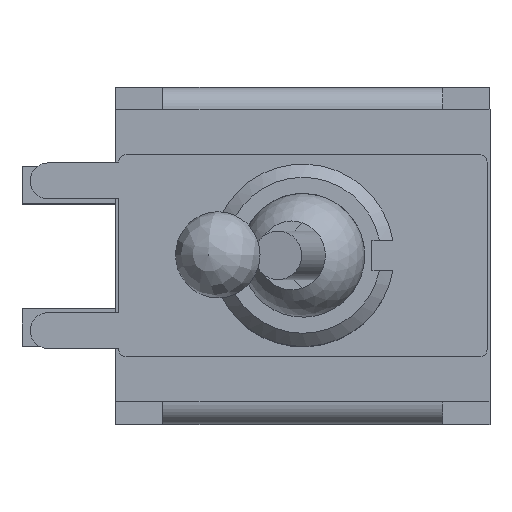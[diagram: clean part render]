
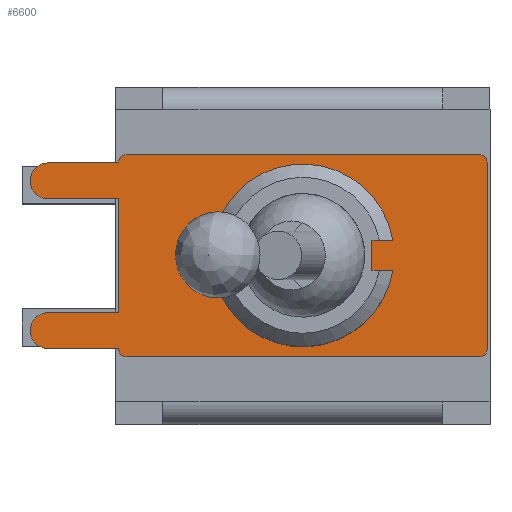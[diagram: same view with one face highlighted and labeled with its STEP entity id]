
A CAD part, top view. The second image highlights one B-rep face of the part: STEP entity #6600.
In plain terms, the highlighted planar face has unit normal (0, 0, 1).
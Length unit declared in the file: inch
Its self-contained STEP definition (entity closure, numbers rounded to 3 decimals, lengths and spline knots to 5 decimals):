
#64=FACE_BOUND('',#1058,.T.);
#298=PLANE('',#7166);
#666=FACE_OUTER_BOUND('',#1057,.T.);
#1057=EDGE_LOOP('',(#5766,#5767,#5768,#5769,#5770,#5771,#5772,#5773,#5774,
#5775,#5776,#5777,#5778,#5779,#5780,#5781));
#1058=EDGE_LOOP('',(#5782,#5783,#5784,#5785));
#1152=LINE('',#9151,#1907);
#1157=LINE('',#9175,#1912);
#1159=LINE('',#9178,#1914);
#1682=LINE('',#10541,#2437);
#1683=LINE('',#10544,#2438);
#1687=LINE('',#10556,#2442);
#1690=LINE('',#10561,#2445);
#1692=LINE('',#10565,#2447);
#1695=LINE('',#10573,#2450);
#1699=LINE('',#10580,#2454);
#1702=LINE('',#10588,#2457);
#1705=LINE('',#10596,#2460);
#1707=LINE('',#10602,#2462);
#1907=VECTOR('',#7278,0.3937);
#1912=VECTOR('',#7295,0.3937);
#1914=VECTOR('',#7299,0.3937);
#2437=VECTOR('',#8662,0.3937);
#2438=VECTOR('',#8665,0.3937);
#2442=VECTOR('',#8677,0.3937);
#2445=VECTOR('',#8682,0.3937);
#2447=VECTOR('',#8686,0.3937);
#2450=VECTOR('',#8695,0.3937);
#2454=VECTOR('',#8701,0.3937);
#2457=VECTOR('',#8710,0.3937);
#2460=VECTOR('',#8719,0.3937);
#2462=VECTOR('',#8727,0.3937);
#2660=CIRCLE('',#6709,0.12185);
#2783=CIRCLE('',#7141,0.02402);
#2785=CIRCLE('',#7147,0.02402);
#2786=CIRCLE('',#7151,0.00984);
#2787=CIRCLE('',#7154,0.00984);
#2788=CIRCLE('',#7157,0.00984);
#2789=CIRCLE('',#7160,0.00984);
#2807=VERTEX_POINT('',#9141);
#2808=VERTEX_POINT('',#9142);
#2811=VERTEX_POINT('',#9150);
#2818=VERTEX_POINT('',#9174);
#3237=VERTEX_POINT('',#10537);
#3238=VERTEX_POINT('',#10539);
#3239=VERTEX_POINT('',#10543);
#3241=VERTEX_POINT('',#10549);
#3243=VERTEX_POINT('',#10555);
#3244=VERTEX_POINT('',#10560);
#3245=VERTEX_POINT('',#10564);
#3246=VERTEX_POINT('',#10568);
#3247=VERTEX_POINT('',#10572);
#3248=VERTEX_POINT('',#10576);
#3249=VERTEX_POINT('',#10578);
#3250=VERTEX_POINT('',#10582);
#3251=VERTEX_POINT('',#10586);
#3252=VERTEX_POINT('',#10590);
#3253=VERTEX_POINT('',#10594);
#3254=VERTEX_POINT('',#10600);
#3399=EDGE_CURVE('',#2807,#2808,#2660,.T.);
#3403=EDGE_CURVE('',#2811,#2807,#1152,.T.);
#3413=EDGE_CURVE('',#2818,#2811,#1157,.T.);
#3415=EDGE_CURVE('',#2808,#2818,#1159,.T.);
#4089=EDGE_CURVE('',#3238,#3237,#1682,.T.);
#4090=EDGE_CURVE('',#3239,#3238,#1683,.T.);
#4093=EDGE_CURVE('',#3241,#3239,#2783,.T.);
#4096=EDGE_CURVE('',#3243,#3241,#1687,.T.);
#4099=EDGE_CURVE('',#3244,#3243,#1690,.T.);
#4101=EDGE_CURVE('',#3245,#3244,#1692,.T.);
#4103=EDGE_CURVE('',#3246,#3245,#2785,.T.);
#4105=EDGE_CURVE('',#3247,#3246,#1695,.T.);
#4109=EDGE_CURVE('',#3249,#3248,#1699,.T.);
#4110=EDGE_CURVE('',#3250,#3249,#2786,.T.);
#4113=EDGE_CURVE('',#3251,#3250,#1702,.T.);
#4114=EDGE_CURVE('',#3252,#3251,#2787,.T.);
#4117=EDGE_CURVE('',#3253,#3247,#1705,.T.);
#4118=EDGE_CURVE('',#3248,#3253,#2788,.T.);
#4120=EDGE_CURVE('',#3254,#3252,#1707,.T.);
#4121=EDGE_CURVE('',#3237,#3254,#2789,.T.);
#5766=ORIENTED_EDGE('',*,*,#4121,.F.);
#5767=ORIENTED_EDGE('',*,*,#4089,.F.);
#5768=ORIENTED_EDGE('',*,*,#4090,.F.);
#5769=ORIENTED_EDGE('',*,*,#4093,.F.);
#5770=ORIENTED_EDGE('',*,*,#4096,.F.);
#5771=ORIENTED_EDGE('',*,*,#4099,.F.);
#5772=ORIENTED_EDGE('',*,*,#4101,.F.);
#5773=ORIENTED_EDGE('',*,*,#4103,.F.);
#5774=ORIENTED_EDGE('',*,*,#4105,.F.);
#5775=ORIENTED_EDGE('',*,*,#4117,.F.);
#5776=ORIENTED_EDGE('',*,*,#4118,.F.);
#5777=ORIENTED_EDGE('',*,*,#4109,.F.);
#5778=ORIENTED_EDGE('',*,*,#4110,.F.);
#5779=ORIENTED_EDGE('',*,*,#4113,.F.);
#5780=ORIENTED_EDGE('',*,*,#4114,.F.);
#5781=ORIENTED_EDGE('',*,*,#4120,.F.);
#5782=ORIENTED_EDGE('',*,*,#3403,.F.);
#5783=ORIENTED_EDGE('',*,*,#3413,.F.);
#5784=ORIENTED_EDGE('',*,*,#3415,.F.);
#5785=ORIENTED_EDGE('',*,*,#3399,.F.);
#6600=ADVANCED_FACE('',(#666,#64),#298,.T.);
#6709=AXIS2_PLACEMENT_3D('',#9143,#7270,#7271);
#7141=AXIS2_PLACEMENT_3D('',#10550,#8670,#8671);
#7147=AXIS2_PLACEMENT_3D('',#10569,#8690,#8691);
#7151=AXIS2_PLACEMENT_3D('',#10583,#8704,#8705);
#7154=AXIS2_PLACEMENT_3D('',#10591,#8713,#8714);
#7157=AXIS2_PLACEMENT_3D('',#10598,#8722,#8723);
#7160=AXIS2_PLACEMENT_3D('',#10604,#8730,#8731);
#7166=AXIS2_PLACEMENT_3D('',#10614,#8742,#8743);
#7270=DIRECTION('center_axis',(0.,0.,
1.));
#7271=DIRECTION('ref_axis',(0.986,0.165,0.));
#7278=DIRECTION('',(1.,0.,0.));
#7295=DIRECTION('',(0.,1.,0.));
#7299=DIRECTION('',(-1.,0.,0.));
#8662=DIRECTION('',(0.,1.,0.));
#8665=DIRECTION('',(1.,0.,0.));
#8670=DIRECTION('center_axis',(0.,0.,
-1.));
#8671=DIRECTION('ref_axis',(0.,1.,0.));
#8677=DIRECTION('',(-1.,0.,0.));
#8682=DIRECTION('',(0.,1.,0.));
#8686=DIRECTION('',(1.,0.,0.));
#8690=DIRECTION('center_axis',(0.,0.,
-1.));
#8691=DIRECTION('ref_axis',(0.,1.,0.));
#8695=DIRECTION('',(-1.,0.,0.));
#8701=DIRECTION('',(-1.,0.,0.));
#8704=DIRECTION('center_axis',(0.,0.,
-1.));
#8705=DIRECTION('ref_axis',(0.707,-0.707,0.));
#8710=DIRECTION('',(0.,-1.,0.));
#8713=DIRECTION('center_axis',(0.,0.,
-1.));
#8714=DIRECTION('ref_axis',(0.707,0.707,0.));
#8719=DIRECTION('',(0.,1.,0.));
#8722=DIRECTION('center_axis',(0.,0.,
-1.));
#8723=DIRECTION('ref_axis',(-0.707,-0.707,0.));
#8727=DIRECTION('',(1.,0.,0.));
#8730=DIRECTION('center_axis',(0.,0.,
-1.));
#8731=DIRECTION('ref_axis',(-0.707,0.707,0.));
#8742=DIRECTION('center_axis',(0.,0.,
1.));
#8743=DIRECTION('ref_axis',(-1.,0.,0.));
#9141=CARTESIAN_POINT('',(0.12018,0.02008,0.36969));
#9142=CARTESIAN_POINT('',(0.12018,-0.02008,0.36969));
#9143=CARTESIAN_POINT('Origin',(0.,0.,
0.36969));
#9150=CARTESIAN_POINT('',(0.09223,0.02008,0.36969));
#9151=CARTESIAN_POINT('',(0.02427,0.02008,0.36969));
#9174=CARTESIAN_POINT('',(0.09223,-0.02008,0.36969));
#9175=CARTESIAN_POINT('',(0.09223,0.01004,0.36969));
#9178=CARTESIAN_POINT('',(0.0103,-0.02008,0.36969));
#10537=CARTESIAN_POINT('',(-0.24606,0.1252,0.36969));
#10539=CARTESIAN_POINT('',(-0.24606,0.12402,0.36969));
#10541=CARTESIAN_POINT('',(-0.24606,0.13504,0.36969));
#10543=CARTESIAN_POINT('',(-0.34016,0.12402,0.36969));
#10544=CARTESIAN_POINT('',(-0.24606,0.12402,0.36969));
#10549=CARTESIAN_POINT('',(-0.34016,0.07598,0.36969));
#10550=CARTESIAN_POINT('Origin',(-0.34016,0.1,0.36969));
#10555=CARTESIAN_POINT('',(-0.24606,0.07598,0.36969));
#10556=CARTESIAN_POINT('',(-0.34016,0.07598,0.36969));
#10560=CARTESIAN_POINT('',(-0.24606,-0.07598,0.36969));
#10561=CARTESIAN_POINT('',(-0.24606,0.07598,0.36969));
#10564=CARTESIAN_POINT('',(-0.34016,-0.07598,0.36969));
#10565=CARTESIAN_POINT('',(-0.24606,-0.07598,0.36969));
#10568=CARTESIAN_POINT('',(-0.34016,-0.12402,0.36969));
#10569=CARTESIAN_POINT('Origin',(-0.34016,-0.1,
0.36969));
#10572=CARTESIAN_POINT('',(-0.24606,-0.12402,0.36969));
#10573=CARTESIAN_POINT('',(-0.34016,-0.12402,0.36969));
#10576=CARTESIAN_POINT('',(-0.23622,-0.13504,0.36969));
#10578=CARTESIAN_POINT('',(0.23622,-0.13504,0.36969));
#10580=CARTESIAN_POINT('',(-0.24606,-0.13504,0.36969));
#10582=CARTESIAN_POINT('',(0.24606,-0.1252,0.36969));
#10583=CARTESIAN_POINT('Origin',(0.23622,-0.1252,0.36969));
#10586=CARTESIAN_POINT('',(0.24606,0.1252,0.36969));
#10588=CARTESIAN_POINT('',(0.24606,-0.13504,0.36969));
#10590=CARTESIAN_POINT('',(0.23622,0.13504,0.36969));
#10591=CARTESIAN_POINT('Origin',(0.23622,0.1252,0.36969));
#10594=CARTESIAN_POINT('',(-0.24606,-0.1252,0.36969));
#10596=CARTESIAN_POINT('',(-0.24606,-0.12402,0.36969));
#10598=CARTESIAN_POINT('Origin',(-0.23622,-0.1252,
0.36969));
#10600=CARTESIAN_POINT('',(-0.23622,0.13504,0.36969));
#10602=CARTESIAN_POINT('',(0.24606,0.13504,0.36969));
#10604=CARTESIAN_POINT('Origin',(-0.23622,0.1252,0.36969));
#10614=CARTESIAN_POINT('Origin',(-0.07164,0.,
0.36969));
